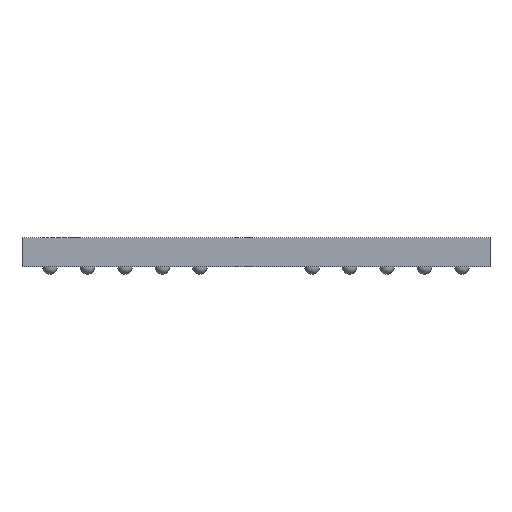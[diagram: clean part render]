
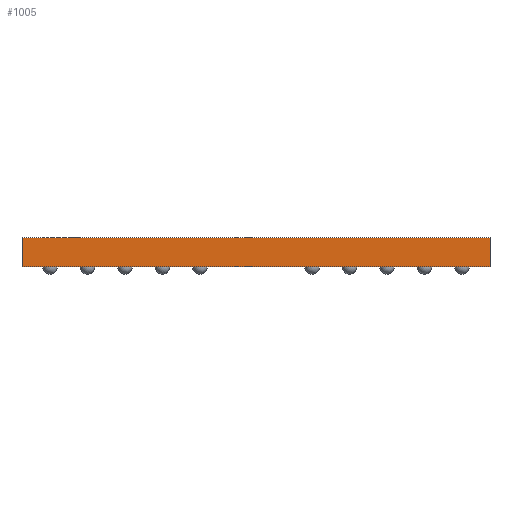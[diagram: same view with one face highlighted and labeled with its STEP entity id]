
A CAD part, front view. The second image highlights one B-rep face of the part: STEP entity #1005.
In plain terms, the highlighted planar face has unit normal (0, -1, 0).
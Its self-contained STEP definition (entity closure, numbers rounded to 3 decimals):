
#326 = VECTOR ( 'NONE', #6615, 1000. ) ;
#488 = AXIS2_PLACEMENT_3D ( 'NONE', #4090, #5975, #7939 ) ;
#678 = VECTOR ( 'NONE', #6427, 1000. ) ;
#1005 = ADVANCED_FACE ( 'NONE', ( #6452 ), #5524, .T. ) ;
#1395 = LINE ( 'NONE', #4355, #2273 ) ;
#1647 = CARTESIAN_POINT ( 'NONE',  ( 10.144, -0.468, 0. ) ) ;
#2255 = LINE ( 'NONE', #11560, #4485 ) ;
#2273 = VECTOR ( 'NONE', #10040, 1000. ) ;
#2722 = EDGE_LOOP ( 'NONE', ( #3507, #10099, #11008, #6006 ) ) ;
#2895 = CARTESIAN_POINT ( 'NONE',  ( 0.144, -0.468, 0.625 ) ) ;
#2980 = LINE ( 'NONE', #6879, #326 ) ;
#3074 = EDGE_CURVE ( 'NONE', #3979, #6274, #7251, .T. ) ;
#3205 = DIRECTION ( 'NONE',  ( 0., 0., 1. ) ) ;
#3507 = ORIENTED_EDGE ( 'NONE', *, *, #4299, .F. ) ;
#3979 = VERTEX_POINT ( 'NONE', #10975 ) ;
#4090 = CARTESIAN_POINT ( 'NONE',  ( 0.144, -0.468, 0. ) ) ;
#4299 = EDGE_CURVE ( 'NONE', #3979, #9336, #2980, .T. ) ;
#4355 = CARTESIAN_POINT ( 'NONE',  ( 0.144, -0.468, 0.625 ) ) ;
#4485 = VECTOR ( 'NONE', #3205, 1000. ) ;
#5104 = CARTESIAN_POINT ( 'NONE',  ( 0.144, -0.468, 0. ) ) ;
#5524 = PLANE ( 'NONE',  #488 ) ;
#5975 = DIRECTION ( 'NONE',  ( 0., -1., 0. ) ) ;
#6006 = ORIENTED_EDGE ( 'NONE', *, *, #6599, .F. ) ;
#6274 = VERTEX_POINT ( 'NONE', #10850 ) ;
#6427 = DIRECTION ( 'NONE',  ( 0., 0., 1. ) ) ;
#6452 = FACE_OUTER_BOUND ( 'NONE', #2722, .T. ) ;
#6599 = EDGE_CURVE ( 'NONE', #9336, #12330, #2255, .T. ) ;
#6615 = DIRECTION ( 'NONE',  ( -1., 0., 0. ) ) ;
#6879 = CARTESIAN_POINT ( 'NONE',  ( 0.144, -0.468, 0. ) ) ;
#7251 = LINE ( 'NONE', #1647, #678 ) ;
#7939 = DIRECTION ( 'NONE',  ( 0., 0., -1. ) ) ;
#9336 = VERTEX_POINT ( 'NONE', #5104 ) ;
#10040 = DIRECTION ( 'NONE',  ( -1., 0., 0. ) ) ;
#10099 = ORIENTED_EDGE ( 'NONE', *, *, #3074, .T. ) ;
#10850 = CARTESIAN_POINT ( 'NONE',  ( 10.144, -0.468, 0.625 ) ) ;
#10975 = CARTESIAN_POINT ( 'NONE',  ( 10.144, -0.468, 0. ) ) ;
#11008 = ORIENTED_EDGE ( 'NONE', *, *, #12437, .T. ) ;
#11560 = CARTESIAN_POINT ( 'NONE',  ( 0.144, -0.468, 0. ) ) ;
#12330 = VERTEX_POINT ( 'NONE', #2895 ) ;
#12437 = EDGE_CURVE ( 'NONE', #6274, #12330, #1395, .T. ) ;
